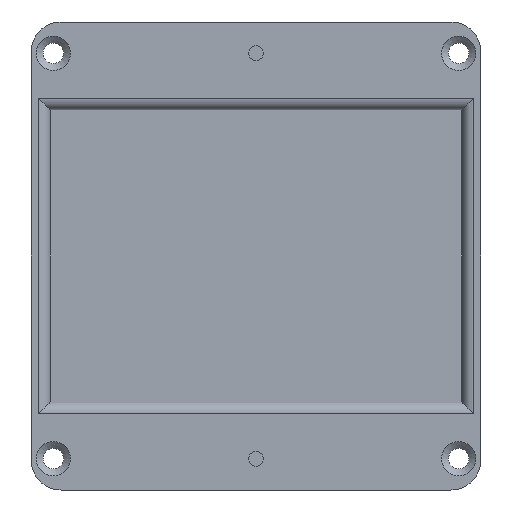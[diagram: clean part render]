
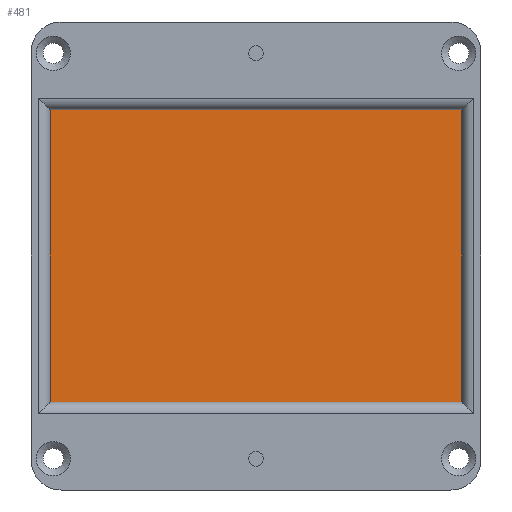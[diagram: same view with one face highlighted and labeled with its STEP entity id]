
A CAD part, front view. The second image highlights one B-rep face of the part: STEP entity #481.
In plain terms, the highlighted planar face has unit normal (0, -1, 0).
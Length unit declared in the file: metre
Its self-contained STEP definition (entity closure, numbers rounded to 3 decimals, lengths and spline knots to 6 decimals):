
#128=ORIENTED_EDGE('',*,*,#227,.T.);
#129=ORIENTED_EDGE('',*,*,#235,.T.);
#130=ORIENTED_EDGE('',*,*,#233,.T.);
#131=ORIENTED_EDGE('',*,*,#230,.T.);
#227=EDGE_CURVE('',#276,#279,#313,.T.);
#230=EDGE_CURVE('',#280,#276,#316,.T.);
#233=EDGE_CURVE('',#282,#280,#319,.T.);
#235=EDGE_CURVE('',#279,#282,#321,.T.);
#276=VERTEX_POINT('',#803);
#279=VERTEX_POINT('',#808);
#280=VERTEX_POINT('',#812);
#282=VERTEX_POINT('',#818);
#313=LINE('',#809,#345);
#316=LINE('',#815,#348);
#319=LINE('',#821,#351);
#321=LINE('',#824,#353);
#345=VECTOR('',#649,1.);
#348=VECTOR('',#654,1.);
#351=VECTOR('',#659,1.);
#353=VECTOR('',#663,1.);
#375=EDGE_LOOP('',(#128,#129,#130,#131));
#427=FACE_BOUND('',#375,.T.);
#468=PLANE('',#543);
#481=ADVANCED_FACE('',(#427),#468,.T.);
#543=AXIS2_PLACEMENT_3D('',#825,#664,#665);
#649=DIRECTION('',(0.,0.,1.));
#654=DIRECTION('',(1.,0.,0.));
#659=DIRECTION('',(0.,0.,-1.));
#663=DIRECTION('',(-1.,0.,0.));
#664=DIRECTION('',(0.,-1.,0.));
#665=DIRECTION('',(1.,0.,0.));
#803=CARTESIAN_POINT('',(0.0345,-0.0012,-0.0245));
#808=CARTESIAN_POINT('',(0.0345,-0.0012,0.0245));
#809=CARTESIAN_POINT('',(0.0345,-0.0012,0.0245));
#812=CARTESIAN_POINT('',(-0.0345,-0.0012,-0.0245));
#815=CARTESIAN_POINT('',(-0.0345,-0.0012,-0.0245));
#818=CARTESIAN_POINT('',(-0.0345,-0.0012,0.0245));
#821=CARTESIAN_POINT('',(-0.0345,-0.0012,0.0245));
#824=CARTESIAN_POINT('',(-0.0345,-0.0012,0.0245));
#825=CARTESIAN_POINT('',(0.,-0.0012,0.));
